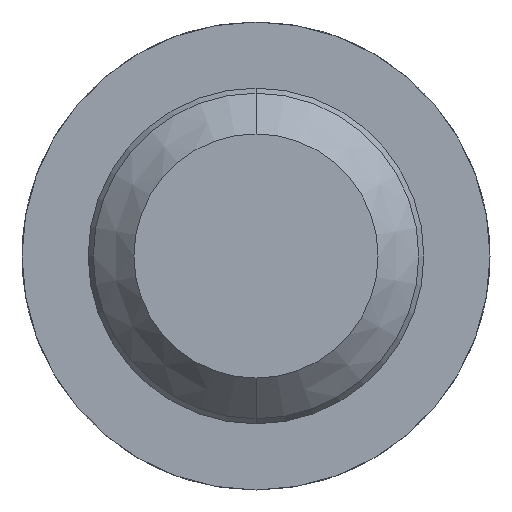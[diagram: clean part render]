
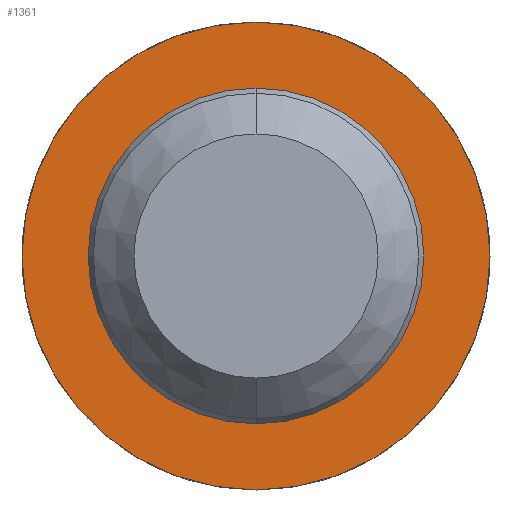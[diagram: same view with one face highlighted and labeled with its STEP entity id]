
A CAD part, front view. The second image highlights one B-rep face of the part: STEP entity #1361.
In plain terms, the highlighted planar face has unit normal (0, -1, 0).
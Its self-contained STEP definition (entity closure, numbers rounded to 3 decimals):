
#13 = ORIENTED_EDGE ( 'NONE', *, *, #3224, .T. ) ;
#76 = FACE_BOUND ( 'NONE', #3275, .T. ) ;
#79 = AXIS2_PLACEMENT_3D ( 'NONE', #768, #497, #1356 ) ;
#142 = DIRECTION ( 'NONE',  ( 0., -1., 0. ) ) ;
#164 = VERTEX_POINT ( 'NONE', #2364 ) ;
#196 = DIRECTION ( 'NONE',  ( 0., 0., -1. ) ) ;
#406 = CARTESIAN_POINT ( 'NONE',  ( 0., 11., 0. ) ) ;
#440 = DIRECTION ( 'NONE',  ( 0., 0., -1. ) ) ;
#497 = DIRECTION ( 'NONE',  ( 0., -1., 0. ) ) ;
#585 = CIRCLE ( 'NONE', #2974, 0.825 ) ;
#609 = CARTESIAN_POINT ( 'NONE',  ( 0., 11., 0. ) ) ;
#768 = CARTESIAN_POINT ( 'NONE',  ( 0., 11., 0. ) ) ;
#819 = ORIENTED_EDGE ( 'NONE', *, *, #3683, .F. ) ;
#868 = CIRCLE ( 'NONE', #79, 0.825 ) ;
#1323 = CARTESIAN_POINT ( 'NONE',  ( 0.825, 11., 0. ) ) ;
#1356 = DIRECTION ( 'NONE',  ( 0., 0., -1. ) ) ;
#1361 = ADVANCED_FACE ( 'Defeature ausgef�hrt3_8', ( #2012, #76 ), #1586, .T. ) ;
#1447 = CIRCLE ( 'NONE', #2347, 1.15 ) ;
#1566 = DIRECTION ( 'NONE',  ( 0., -1., 0. ) ) ;
#1586 = PLANE ( 'NONE',  #3082 ) ;
#1605 = ORIENTED_EDGE ( 'NONE', *, *, #3156, .T. ) ;
#1775 = DIRECTION ( 'NONE',  ( 0., 0., -1. ) ) ;
#1954 = AXIS2_PLACEMENT_3D ( 'NONE', #3277, #1566, #196 ) ;
#2012 = FACE_OUTER_BOUND ( 'NONE', #2070, .T. ) ;
#2070 = EDGE_LOOP ( 'NONE', ( #1605, #13 ) ) ;
#2136 = CIRCLE ( 'NONE', #1954, 1.15 ) ;
#2347 = AXIS2_PLACEMENT_3D ( 'NONE', #406, #142, #2453 ) ;
#2364 = CARTESIAN_POINT ( 'NONE',  ( 0., 11., 0.825 ) ) ;
#2453 = DIRECTION ( 'NONE',  ( 0., 0., -1. ) ) ;
#2481 = VERTEX_POINT ( 'NONE', #3206 ) ;
#2665 = CARTESIAN_POINT ( 'NONE',  ( 0., 11., -1.15 ) ) ;
#2737 = VERTEX_POINT ( 'NONE', #3539 ) ;
#2974 = AXIS2_PLACEMENT_3D ( 'NONE', #609, #3477, #1775 ) ;
#3000 = DIRECTION ( 'NONE',  ( 0., -1., 0. ) ) ;
#3076 = VERTEX_POINT ( 'NONE', #2665 ) ;
#3082 = AXIS2_PLACEMENT_3D ( 'NONE', #1323, #3000, #440 ) ;
#3156 = EDGE_CURVE ( 'Defeature ausgef�hrt3_8+Defeature ausgef�hrt3_9+Defeature ausgef�hrt3_9+Defeature ausgef�hrt3_9', #3076, #2481, #1447, .T. ) ;
#3206 = CARTESIAN_POINT ( 'NONE',  ( 0., 11., 1.15 ) ) ;
#3208 = ORIENTED_EDGE ( 'NONE', *, *, #3239, .F. ) ;
#3224 = EDGE_CURVE ( 'Defeature ausgef�hrt3_8+Defeature ausgef�hrt3_9+Defeature ausgef�hrt3_9+Defeature ausgef�hrt3_9', #2481, #3076, #2136, .T. ) ;
#3239 = EDGE_CURVE ( 'Defeature ausgef�hrt3_7+Defeature ausgef�hrt3_8+Defeature ausgef�hrt3_8+Defeature ausgef�hrt3_8', #2737, #164, #868, .T. ) ;
#3275 = EDGE_LOOP ( 'NONE', ( #3208, #819 ) ) ;
#3277 = CARTESIAN_POINT ( 'NONE',  ( 0., 11., 0. ) ) ;
#3477 = DIRECTION ( 'NONE',  ( 0., -1., 0. ) ) ;
#3539 = CARTESIAN_POINT ( 'NONE',  ( 0., 11., -0.825 ) ) ;
#3683 = EDGE_CURVE ( 'Defeature ausgef�hrt3_7+Defeature ausgef�hrt3_8+Defeature ausgef�hrt3_8+Defeature ausgef�hrt3_8', #164, #2737, #585, .T. ) ;
